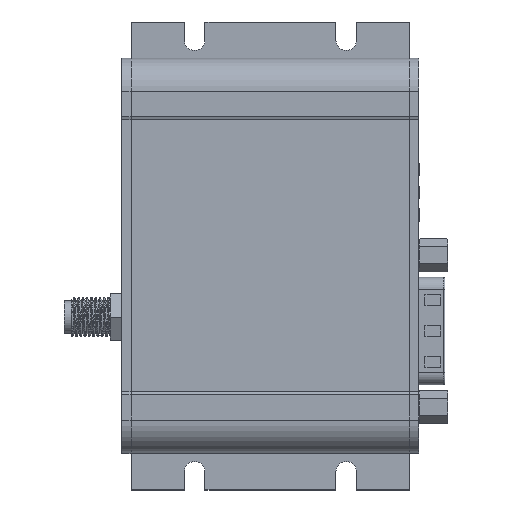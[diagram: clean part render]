
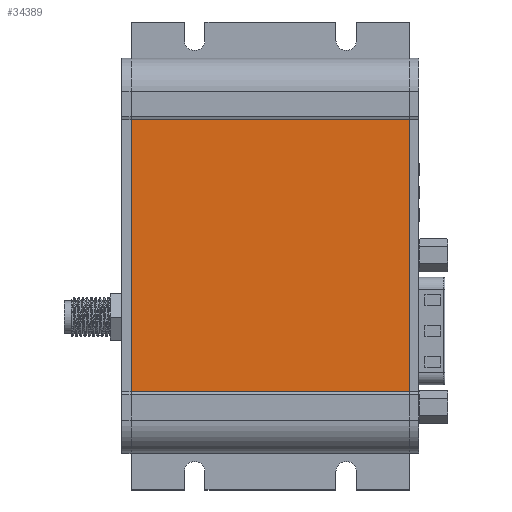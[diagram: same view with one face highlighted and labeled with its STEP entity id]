
A CAD part, top view. The second image highlights one B-rep face of the part: STEP entity #34389.
In plain terms, the highlighted planar face has unit normal (0, 0, 1).
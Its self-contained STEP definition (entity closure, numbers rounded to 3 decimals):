
#4255=FACE_OUTER_BOUND('',#6081,.T.);
#6081=EDGE_LOOP('',(#23667,#23668,#23669,#23670));
#8723=LINE('',#48391,#11891);
#8789=LINE('',#48527,#11957);
#8831=LINE('',#48619,#11999);
#8833=LINE('',#48622,#12001);
#11891=VECTOR('',#39387,10.);
#11957=VECTOR('',#39503,10.);
#11999=VECTOR('',#39571,10.);
#12001=VECTOR('',#39575,10.);
#15048=VERTEX_POINT('',#48388);
#15049=VERTEX_POINT('',#48390);
#15094=VERTEX_POINT('',#48526);
#15131=VERTEX_POINT('',#48618);
#18383=EDGE_CURVE('',#15048,#15049,#8723,.T.);
#18451=EDGE_CURVE('',#15094,#15049,#8789,.T.);
#18498=EDGE_CURVE('',#15131,#15094,#8831,.T.);
#18500=EDGE_CURVE('',#15131,#15048,#8833,.T.);
#23667=ORIENTED_EDGE('',*,*,#18498,.T.);
#23668=ORIENTED_EDGE('',*,*,#18451,.T.);
#23669=ORIENTED_EDGE('',*,*,#18383,.F.);
#23670=ORIENTED_EDGE('',*,*,#18500,.F.);
#33479=PLANE('',#36408);
#34389=ADVANCED_FACE('',(#4255),#33479,.T.);
#36408=AXIS2_PLACEMENT_3D('',#48621,#39573,#39574);
#39387=DIRECTION('',(1.,0.,0.));
#39503=DIRECTION('',(0.,1.,0.));
#39571=DIRECTION('',(1.,0.,0.));
#39573=DIRECTION('center_axis',(0.,0.,1.));
#39574=DIRECTION('ref_axis',(0.,-1.,0.));
#39575=DIRECTION('',(0.,1.,0.));
#48388=CARTESIAN_POINT('',(-23.,22.436,11.8));
#48390=CARTESIAN_POINT('',(23.,22.436,11.8));
#48391=CARTESIAN_POINT('',(0.,22.436,11.8));
#48526=CARTESIAN_POINT('',(23.,-22.436,11.8));
#48527=CARTESIAN_POINT('',(23.,22.436,11.8));
#48618=CARTESIAN_POINT('',(-23.,-22.436,11.8));
#48619=CARTESIAN_POINT('',(0.,-22.436,11.8));
#48621=CARTESIAN_POINT('Origin',(0.,0.,11.8));
#48622=CARTESIAN_POINT('',(-23.,-22.436,11.8));
